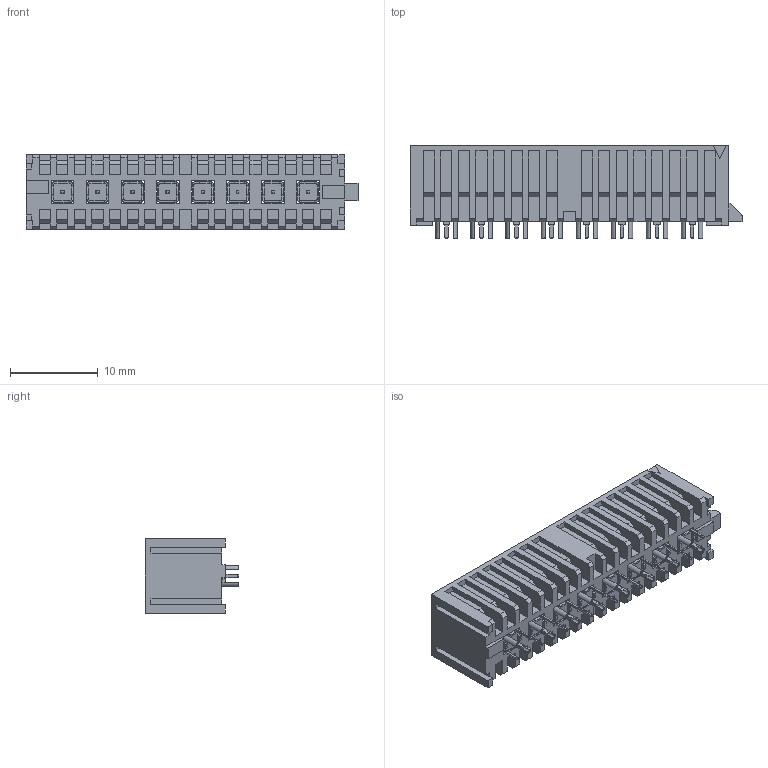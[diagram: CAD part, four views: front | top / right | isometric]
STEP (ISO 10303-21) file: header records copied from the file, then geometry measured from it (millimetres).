
FILE_DESCRIPTION(/* description */ ('STEP AP214'),/* implementation_level */ '2;1');
FILE_NAME(/* name */ 'IP5-08-05.0-L-S-1-TR',/* time_stamp */ '2025-10-07T09:21:56+02:00',/* author */ ('License CC BY-ND 4.0'),/* organization */ ('CADENAS'),/* preprocessor_version */ 'ST-DEVELOPER v19.3',/* originating_system */ 'PARTsolutions',/* authorisation */ ' ');
FILE_SCHEMA (('AUTOMOTIVE_DESIGN {1 0 10303 214 3 1 1}'));
Length unit declared in the file: inch
Products named in the file (3): IP5-08-05.0-L-S-1-TR; IP5-08-05.0-L-S-1-TR_t; IP5-05.0_pin
Assembly tree (9 placements, depth 2):
  IP5-08-05.0-L-S-1-TR
    IP5-08-05.0-L-S-1-TR_t
    IP5-05.0_pin  x8
Bounding box: 37.85 x 10.62 x 8.53 mm (x, y, z)
Volume: 1312.2 mm3; surface area: 4232.9 mm2
Topology: 9 solids, 9 shells, 1456 faces, 4008 edges, 2596 vertices
Faces by surface type: plane 1056, cylinder 400
Entity records: 19004 total; most frequent: CARTESIAN_POINT 3423, ORIENTED_EDGE 3368, DIRECTION 2998, EDGE_CURVE 1684, LINE 1528, VECTOR 1528, VERTEX_POINT 1112, AXIS2_PLACEMENT_3D 735
